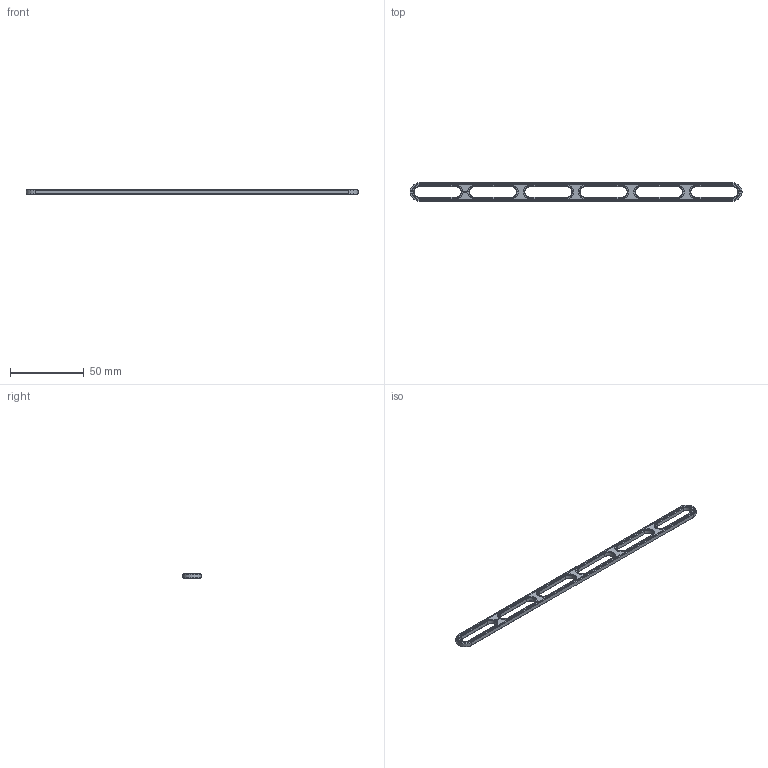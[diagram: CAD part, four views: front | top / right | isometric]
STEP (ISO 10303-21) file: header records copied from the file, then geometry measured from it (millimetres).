
FILE_DESCRIPTION(('FreeCAD Model'),'2;1');
FILE_NAME('Open CASCADE Shape Model','2021-03-28T15:34:33',('Author'),( ''),'Open CASCADE STEP processor 7.4','FreeCAD','Unknown');
FILE_SCHEMA(('AUTOMOTIVE_DESIGN { 1 0 10303 214 1 1 1 1 }'));
Length unit declared in the file: millimetre
Products named in the file (1): Brace_STR_SLT_SQT_ERR_BU18x01x00.25x03_-_SPN-BRC-0438_(stemfie.org)
Bounding box: 225 x 12.5 x 3.12 mm (x, y, z)
Volume: 4501.8 mm3; surface area: 5670.1 mm2
Topology: 1 solids, 1 shells, 686 faces, 1849 edges, 1202 vertices
Faces by surface type: plane 420, extrusion 210, cone 28, cylinder 28
Entity records: 46955 total; most frequent: CARTESIAN_POINT 11437, DIRECTION 5757, VECTOR 4463, LINE 4253, ORIENTED_EDGE 3698, PCURVE 3698, DEFINITIONAL_REPRESENTATION 3698, EDGE_CURVE 1849
